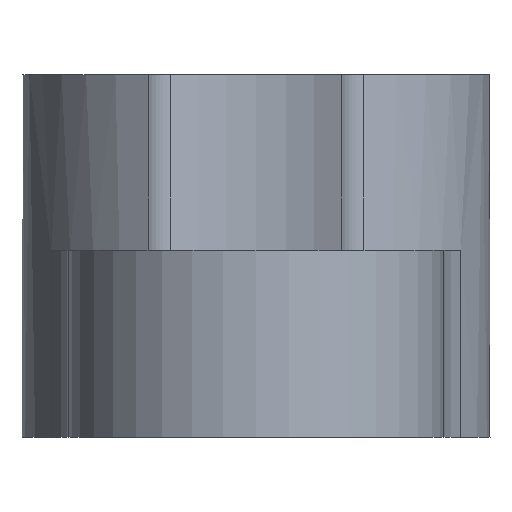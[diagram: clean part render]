
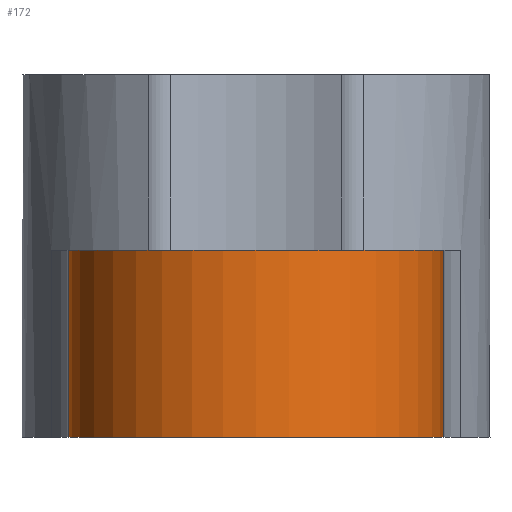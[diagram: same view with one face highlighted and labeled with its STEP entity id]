
A CAD part, left-side view. The second image highlights one B-rep face of the part: STEP entity #172.
In plain terms, the highlighted cylindrical face has radius 4 mm (diameter 8 mm), a partial arc.
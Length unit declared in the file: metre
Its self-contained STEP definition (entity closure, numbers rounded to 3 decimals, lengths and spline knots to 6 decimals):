
#172 = ADVANCED_FACE( 'NONE', ( #394 ), #395, .T. );
#394 = FACE_OUTER_BOUND( '', #685, .T. );
#395 = CYLINDRICAL_SURFACE( '', #686, 0.004 );
#685 = EDGE_LOOP( '', ( #1115, #1116, #1117, #1118 ) );
#686 = AXIS2_PLACEMENT_3D( '', #1119, #1120, #1121 );
#1115 = ORIENTED_EDGE( '', *, *, #1795, .F. );
#1116 = ORIENTED_EDGE( '', *, *, #1779, .T. );
#1117 = ORIENTED_EDGE( '', *, *, #1796, .T. );
#1118 = ORIENTED_EDGE( '', *, *, #1797, .F. );
#1119 = CARTESIAN_POINT( '', ( -0.032, 0., 0.004 ) );
#1120 = DIRECTION( '', ( 0., 0., 1. ) );
#1121 = DIRECTION( '', ( -1., 0., 0. ) );
#1779 = EDGE_CURVE( 'NONE', #2173, #2175, #2177, .T. );
#1795 = EDGE_CURVE( 'NONE', #2173, #2199, #2200, .T. );
#1796 = EDGE_CURVE( 'NONE', #2175, #2201, #2202, .T. );
#1797 = EDGE_CURVE( 'NONE', #2199, #2201, #2203, .T. );
#2173 = VERTEX_POINT( 'NONE', #2720 );
#2175 = VERTEX_POINT( 'NONE', #2723 );
#2177 = LINE( '', #2726, #2727 );
#2199 = VERTEX_POINT( 'NONE', #2755 );
#2200 = CIRCLE( '', #2756, 0.004 );
#2201 = VERTEX_POINT( 'NONE', #2757 );
#2202 = CIRCLE( '', #2758, 0.004 );
#2203 = LINE( '', #2759, #2760 );
#2720 = CARTESIAN_POINT( '', ( -0.032, 0.004, 0.004 ) );
#2723 = CARTESIAN_POINT( '', ( -0.032, 0.004, 0. ) );
#2726 = CARTESIAN_POINT( '', ( -0.032, 0.004, 0.004 ) );
#2727 = VECTOR( '', #3197, 1. );
#2755 = CARTESIAN_POINT( '', ( -0.032, -0.004, 0.004 ) );
#2756 = AXIS2_PLACEMENT_3D( '', #3216, #3217, #3218 );
#2757 = CARTESIAN_POINT( '', ( -0.032, -0.004, 0. ) );
#2758 = AXIS2_PLACEMENT_3D( '', #3219, #3220, #3221 );
#2759 = CARTESIAN_POINT( '', ( -0.032, -0.004, 0.004 ) );
#2760 = VECTOR( '', #3222, 1. );
#3197 = DIRECTION( '', ( 0., 0., -1. ) );
#3216 = CARTESIAN_POINT( '', ( -0.032, 0., 0.004 ) );
#3217 = DIRECTION( '', ( 0., 0., 1. ) );
#3218 = DIRECTION( '', ( 1., 0., 0. ) );
#3219 = CARTESIAN_POINT( '', ( -0.032, 0., 0. ) );
#3220 = DIRECTION( '', ( 0., 0., 1. ) );
#3221 = DIRECTION( '', ( 1., 0., 0. ) );
#3222 = DIRECTION( '', ( 0., 0., -1. ) );
